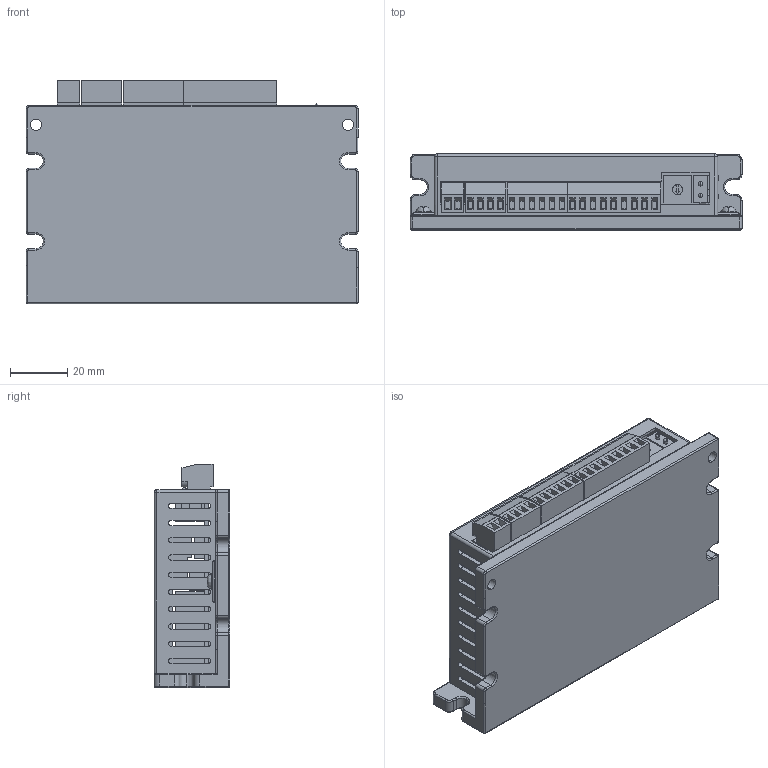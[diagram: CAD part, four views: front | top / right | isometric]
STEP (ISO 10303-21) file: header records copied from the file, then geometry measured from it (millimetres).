
FILE_DESCRIPTION (( 'STEP AP214' ), '1' );
FILE_NAME ('CL57T-V41.STEP', '2024-02-20T08:46:56', ( '' ), ( '' ), 'SwSTEP 2.0', 'SolidWorks 2023', '' );
FILE_SCHEMA (( 'AUTOMOTIVE_DESIGN' ));
Length unit declared in the file: millimetre
Products named in the file (1): CL57T-V41
Bounding box: 116 x 26.5 x 77.95 mm (x, y, z)
Volume: 84965.1 mm3; surface area: 71628 mm2
Topology: 49 solids, 49 shells, 1726 faces, 4177 edges, 2652 vertices
Faces by surface type: plane 1387, cylinder 273, bspline 38, torus 24, sphere 4
Entity records: 50581 total; most frequent: CARTESIAN_POINT 9556, ORIENTED_EDGE 8330, DIRECTION 8135, EDGE_CURVE 4165, LINE 3437, VECTOR 3437, VERTEX_POINT 2652, AXIS2_PLACEMENT_3D 2349
